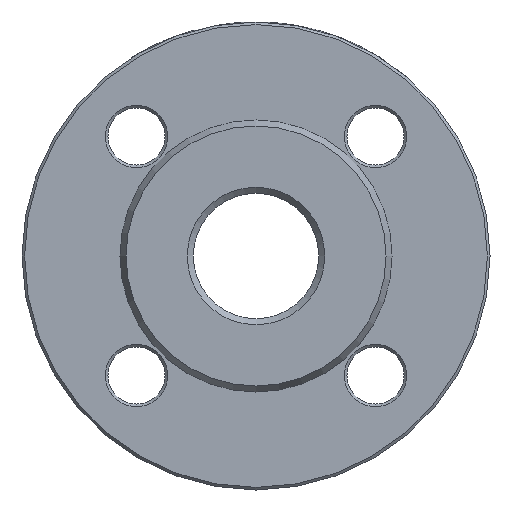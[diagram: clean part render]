
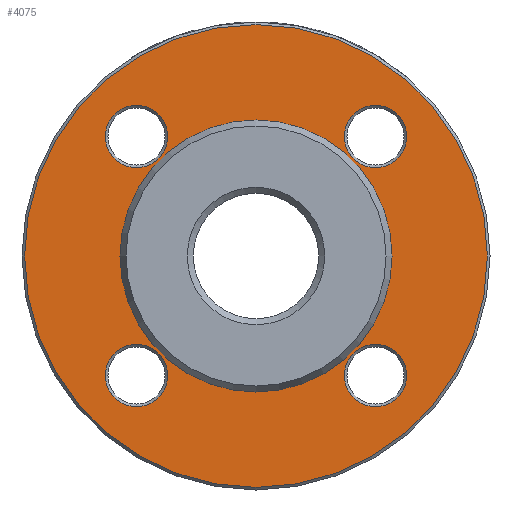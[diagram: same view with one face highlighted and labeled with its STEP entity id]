
A CAD part, left-side view. The second image highlights one B-rep face of the part: STEP entity #4075.
In plain terms, the highlighted planar face has unit normal (-1, 0, 0).
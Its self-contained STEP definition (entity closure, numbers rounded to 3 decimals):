
#73 = EDGE_CURVE ( 'NONE', #905, #905, #2190, .T. ) ;
#160 = DIRECTION ( 'NONE',  ( 0., 0., -1. ) ) ;
#225 = ORIENTED_EDGE ( 'NONE', *, *, #5128, .T. ) ;
#262 = FACE_BOUND ( 'NONE', #1308, .T. ) ;
#286 = AXIS2_PLACEMENT_3D ( 'NONE', #470, #2237, #412 ) ;
#341 = DIRECTION ( 'NONE',  ( 0., 0., -1. ) ) ;
#412 = DIRECTION ( 'NONE',  ( 0., 0., 1. ) ) ;
#452 = DIRECTION ( 'NONE',  ( 0., 0., -1. ) ) ;
#470 = CARTESIAN_POINT ( 'NONE',  ( 2., 0., 0. ) ) ;
#493 = DIRECTION ( 'NONE',  ( 1., 0., 0. ) ) ;
#738 = CIRCLE ( 'NONE', #3908, 6. ) ;
#762 = FACE_BOUND ( 'NONE', #3801, .T. ) ;
#786 = FACE_BOUND ( 'NONE', #1217, .T. ) ;
#841 = EDGE_LOOP ( 'NONE', ( #4523 ) ) ;
#881 = AXIS2_PLACEMENT_3D ( 'NONE', #3712, #4636, #341 ) ;
#902 = DIRECTION ( 'NONE',  ( 1., 0., 0. ) ) ;
#905 = VERTEX_POINT ( 'NONE', #2626 ) ;
#1000 = EDGE_CURVE ( 'NONE', #1514, #1514, #4612, .T. ) ;
#1078 = CARTESIAN_POINT ( 'NONE',  ( 2., 16.981, -22.981 ) ) ;
#1169 = FACE_OUTER_BOUND ( 'NONE', #2903, .T. ) ;
#1217 = EDGE_LOOP ( 'NONE', ( #1776 ) ) ;
#1308 = EDGE_LOOP ( 'NONE', ( #2025 ) ) ;
#1468 = AXIS2_PLACEMENT_3D ( 'NONE', #4894, #3145, #160 ) ;
#1514 = VERTEX_POINT ( 'NONE', #1540 ) ;
#1540 = CARTESIAN_POINT ( 'NONE',  ( 2., 0., 26.155 ) ) ;
#1551 = CIRCLE ( 'NONE', #2710, 6. ) ;
#1565 = CARTESIAN_POINT ( 'NONE',  ( 2., 0., -44.5 ) ) ;
#1644 = AXIS2_PLACEMENT_3D ( 'NONE', #4005, #493, #4392 ) ;
#1776 = ORIENTED_EDGE ( 'NONE', *, *, #5056, .T. ) ;
#2025 = ORIENTED_EDGE ( 'NONE', *, *, #4116, .T. ) ;
#2190 = CIRCLE ( 'NONE', #1644, 6. ) ;
#2237 = DIRECTION ( 'NONE',  ( -1., 0., 0. ) ) ;
#2535 = CARTESIAN_POINT ( 'NONE',  ( 2., -22.981, -22.981 ) ) ;
#2554 = EDGE_LOOP ( 'NONE', ( #225 ) ) ;
#2565 = CARTESIAN_POINT ( 'NONE',  ( 2., 0., 0. ) ) ;
#2626 = CARTESIAN_POINT ( 'NONE',  ( 2., -16.981, 22.981 ) ) ;
#2628 = CARTESIAN_POINT ( 'NONE',  ( 2., 22.981, -22.981 ) ) ;
#2710 = AXIS2_PLACEMENT_3D ( 'NONE', #2535, #902, #3447 ) ;
#2795 = VERTEX_POINT ( 'NONE', #1565 ) ;
#2849 = CARTESIAN_POINT ( 'NONE',  ( 2., -22.981, -16.981 ) ) ;
#2903 = EDGE_LOOP ( 'NONE', ( #4563 ) ) ;
#3145 = DIRECTION ( 'NONE',  ( 1., 0., 0. ) ) ;
#3194 = VERTEX_POINT ( 'NONE', #2849 ) ;
#3447 = DIRECTION ( 'NONE',  ( 0., 0., 1. ) ) ;
#3451 = DIRECTION ( 'NONE',  ( -1., 0., 0. ) ) ;
#3696 = ORIENTED_EDGE ( 'NONE', *, *, #73, .T. ) ;
#3712 = CARTESIAN_POINT ( 'NONE',  ( 2., 26.155, 0. ) ) ;
#3801 = EDGE_LOOP ( 'NONE', ( #3696 ) ) ;
#3908 = AXIS2_PLACEMENT_3D ( 'NONE', #2628, #5192, #3912 ) ;
#3912 = DIRECTION ( 'NONE',  ( 0., -1., 0. ) ) ;
#4005 = CARTESIAN_POINT ( 'NONE',  ( 2., -22.981, 22.981 ) ) ;
#4075 = ADVANCED_FACE ( 'NONE', ( #262, #4660, #762, #786, #1169, #5473 ), #5001, .F. ) ;
#4116 = EDGE_CURVE ( 'NONE', #4496, #4496, #738, .T. ) ;
#4209 = EDGE_CURVE ( 'NONE', #2795, #2795, #4553, .T. ) ;
#4392 = DIRECTION ( 'NONE',  ( 0., 1., 0. ) ) ;
#4496 = VERTEX_POINT ( 'NONE', #1078 ) ;
#4520 = AXIS2_PLACEMENT_3D ( 'NONE', #2565, #3451, #452 ) ;
#4523 = ORIENTED_EDGE ( 'NONE', *, *, #1000, .F. ) ;
#4553 = CIRCLE ( 'NONE', #4520, 44.5 ) ;
#4563 = ORIENTED_EDGE ( 'NONE', *, *, #4209, .T. ) ;
#4612 = CIRCLE ( 'NONE', #286, 26.155 ) ;
#4636 = DIRECTION ( 'NONE',  ( 1., 0., 0. ) ) ;
#4660 = FACE_BOUND ( 'NONE', #2554, .T. ) ;
#4894 = CARTESIAN_POINT ( 'NONE',  ( 2., 22.981, 22.981 ) ) ;
#5001 = PLANE ( 'NONE',  #881 ) ;
#5056 = EDGE_CURVE ( 'NONE', #5436, #5436, #5405, .T. ) ;
#5128 = EDGE_CURVE ( 'NONE', #3194, #3194, #1551, .T. ) ;
#5192 = DIRECTION ( 'NONE',  ( 1., 0., 0. ) ) ;
#5332 = CARTESIAN_POINT ( 'NONE',  ( 2., 22.981, 16.981 ) ) ;
#5405 = CIRCLE ( 'NONE', #1468, 6. ) ;
#5436 = VERTEX_POINT ( 'NONE', #5332 ) ;
#5473 = FACE_BOUND ( 'NONE', #841, .T. ) ;
